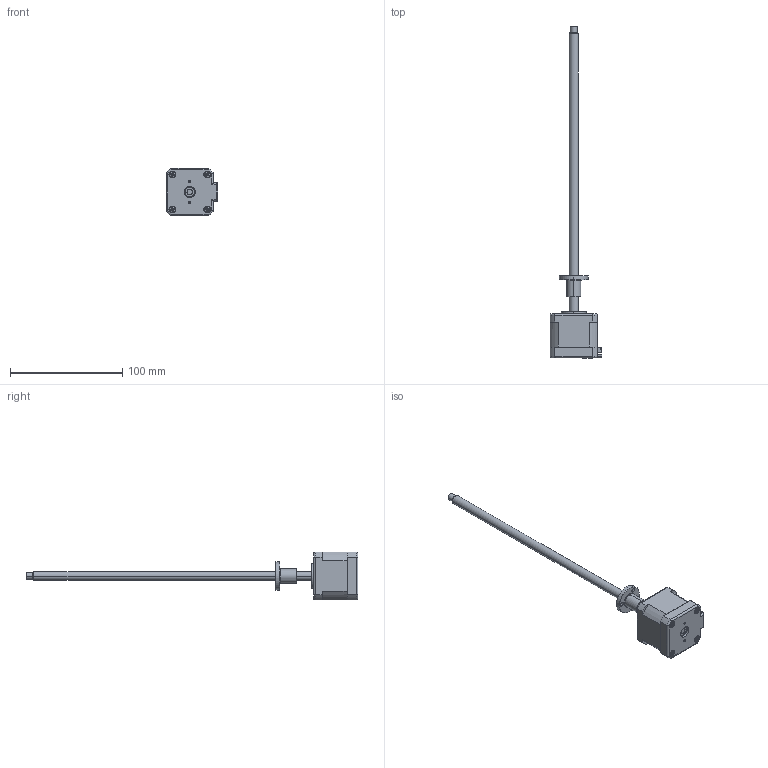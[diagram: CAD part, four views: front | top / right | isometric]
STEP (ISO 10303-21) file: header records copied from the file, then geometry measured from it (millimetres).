
FILE_DESCRIPTION (( 'STEP AP203' ), '1' );
FILE_NAME ('LE172S-T0808-250-AR3-S-200.STEP', '2018-08-10T10:24:52', ( '' ), ( '' ), 'SwSTEP 2.0', 'SolidWorks 2014', '' );
FILE_SCHEMA (( 'CONFIG_CONTROL_DESIGN' ));
Length unit declared in the file: millimetre
Products named in the file (1): LE172S-T0808-250-AR3-S-200
Bounding box: 46.2 x 295.3 x 42.2 mm (x, y, z)
Surface area: 20146.8 mm2 (no closed solid volume)
Topology: 0 solids, 14 shells, 276 faces, 911 edges, 625 vertices
Faces by surface type: plane 136, cylinder 76, cone 42, torus 14, sphere 8
Entity records: 10385 total; most frequent: CARTESIAN_POINT 2498, DIRECTION 1606, ORIENTED_EDGE 1497, EDGE_CURVE 911, VERTEX_POINT 625, AXIS2_PLACEMENT_3D 539, VECTOR 528, LINE 528
